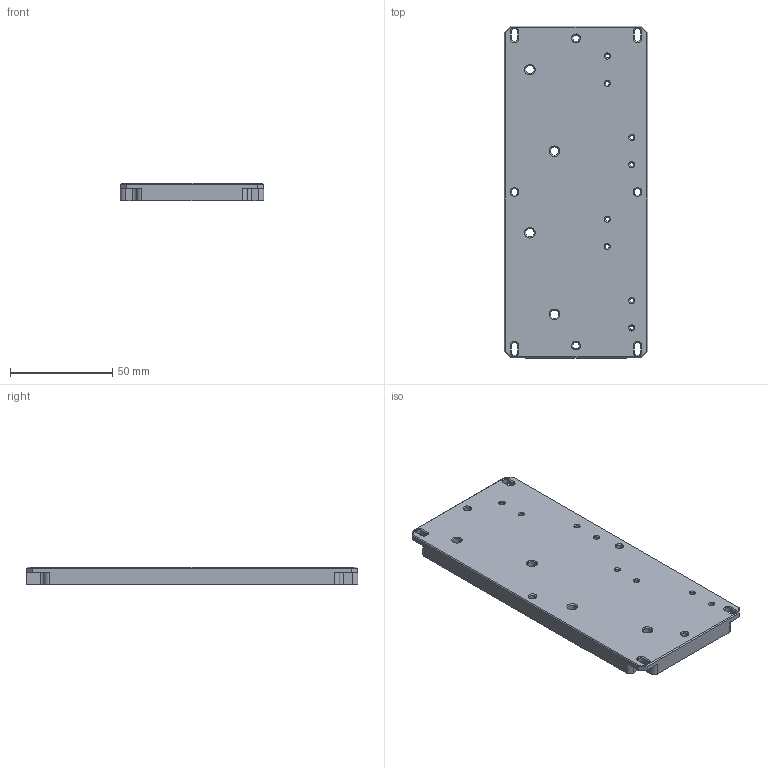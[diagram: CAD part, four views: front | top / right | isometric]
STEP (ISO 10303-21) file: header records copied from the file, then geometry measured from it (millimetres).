
FILE_DESCRIPTION (( 'STEP AP203' ), '1' );
FILE_NAME ('PR2117A_U1-hbpMosfet-4xHolderPanel-rev7.STEP', '2024-02-28T14:26:48', ( '' ), ( '' ), 'SwSTEP 2.0', 'SolidWorks 2022', '' );
FILE_SCHEMA (( 'CONFIG_CONTROL_DESIGN' ));
Length unit declared in the file: millimetre
Products named in the file (1): PR2117A_U1-hbpMosfet-4xHolderPanel-rev7
Bounding box: 70 x 162 x 8.6 mm (x, y, z)
Volume: 88611.9 mm3; surface area: 29062.3 mm2
Topology: 1 solids, 1 shells, 298 faces, 823 edges, 530 vertices
Faces by surface type: plane 170, cylinder 83, cone 40, bspline 5
Entity records: 10340 total; most frequent: CARTESIAN_POINT 2439, ORIENTED_EDGE 1646, DIRECTION 1618, EDGE_CURVE 823, VECTOR 586, LINE 586, VERTEX_POINT 530, AXIS2_PLACEMENT_3D 516
